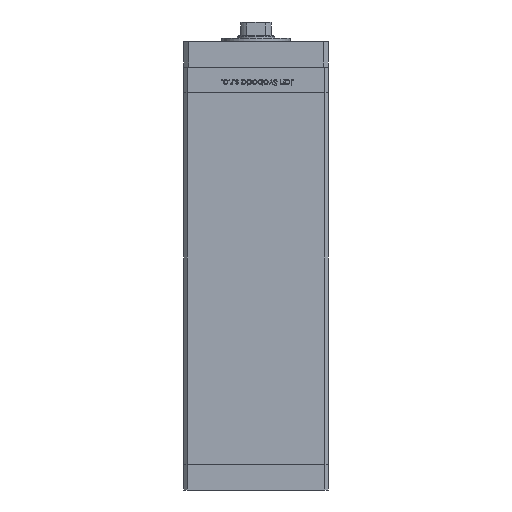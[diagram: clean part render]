
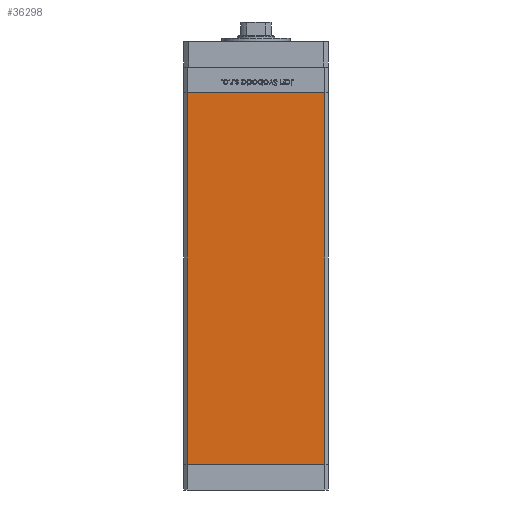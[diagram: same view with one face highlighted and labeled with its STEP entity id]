
A CAD part, front view. The second image highlights one B-rep face of the part: STEP entity #36298.
In plain terms, the highlighted planar face has unit normal (0, -1, 0).
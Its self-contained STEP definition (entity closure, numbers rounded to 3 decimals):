
#1305 = FACE_OUTER_BOUND ( 'NONE', #41348, .T. ) ;
#2169 = EDGE_CURVE ( 'NONE', #16890, #30945, #37367, .T. ) ;
#2666 = DIRECTION ( 'NONE',  ( 0., 0., -1. ) ) ;
#3071 = VECTOR ( 'NONE', #44235, 1000. ) ;
#3097 = CARTESIAN_POINT ( 'NONE',  ( -40.5, -37.5, 218.5 ) ) ;
#3632 = LINE ( 'NONE', #3097, #50205 ) ;
#5112 = CARTESIAN_POINT ( 'NONE',  ( -40.5, -37.5, 218.5 ) ) ;
#7456 = AXIS2_PLACEMENT_3D ( 'NONE', #5112, #25709, #38198 ) ;
#11394 = LINE ( 'NONE', #27949, #17771 ) ;
#12360 = CARTESIAN_POINT ( 'NONE',  ( -40.5, -37.5, 0. ) ) ;
#13680 = VERTEX_POINT ( 'NONE', #38586 ) ;
#14294 = EDGE_CURVE ( 'NONE', #46765, #13680, #3632, .T. ) ;
#16890 = VERTEX_POINT ( 'NONE', #12360 ) ;
#17771 = VECTOR ( 'NONE', #44229, 1000. ) ;
#20273 = ORIENTED_EDGE ( 'NONE', *, *, #37325, .T. ) ;
#20517 = VECTOR ( 'NONE', #2666, 1000. ) ;
#23356 = CARTESIAN_POINT ( 'NONE',  ( -40.5, -37.5, 0. ) ) ;
#25709 = DIRECTION ( 'NONE',  ( 0., 1., 0. ) ) ;
#27949 = CARTESIAN_POINT ( 'NONE',  ( -40.5, -37.5, 218.5 ) ) ;
#30598 = CARTESIAN_POINT ( 'NONE',  ( 40.5, -37.5, 218.5 ) ) ;
#30866 = LINE ( 'NONE', #30598, #20517 ) ;
#30945 = VERTEX_POINT ( 'NONE', #49695 ) ;
#33811 = ORIENTED_EDGE ( 'NONE', *, *, #14294, .F. ) ;
#36298 = ADVANCED_FACE ( 'NONE', ( #1305 ), #43064, .F. ) ;
#37325 = EDGE_CURVE ( 'NONE', #46765, #16890, #11394, .T. ) ;
#37367 = LINE ( 'NONE', #23356, #3071 ) ;
#38198 = DIRECTION ( 'NONE',  ( 0., 0., 1. ) ) ;
#38586 = CARTESIAN_POINT ( 'NONE',  ( 40.5, -37.5, 218.5 ) ) ;
#41348 = EDGE_LOOP ( 'NONE', ( #46978, #47549, #33811, #20273 ) ) ;
#43064 = PLANE ( 'NONE',  #7456 ) ;
#44229 = DIRECTION ( 'NONE',  ( 0., 0., -1. ) ) ;
#44235 = DIRECTION ( 'NONE',  ( 1., 0., 0. ) ) ;
#44720 = CARTESIAN_POINT ( 'NONE',  ( -40.5, -37.5, 218.5 ) ) ;
#46765 = VERTEX_POINT ( 'NONE', #44720 ) ;
#46978 = ORIENTED_EDGE ( 'NONE', *, *, #2169, .T. ) ;
#47549 = ORIENTED_EDGE ( 'NONE', *, *, #49393, .F. ) ;
#48103 = DIRECTION ( 'NONE',  ( 1., 0., 0. ) ) ;
#49393 = EDGE_CURVE ( 'NONE', #13680, #30945, #30866, .T. ) ;
#49695 = CARTESIAN_POINT ( 'NONE',  ( 40.5, -37.5, 0. ) ) ;
#50205 = VECTOR ( 'NONE', #48103, 1000. ) ;
